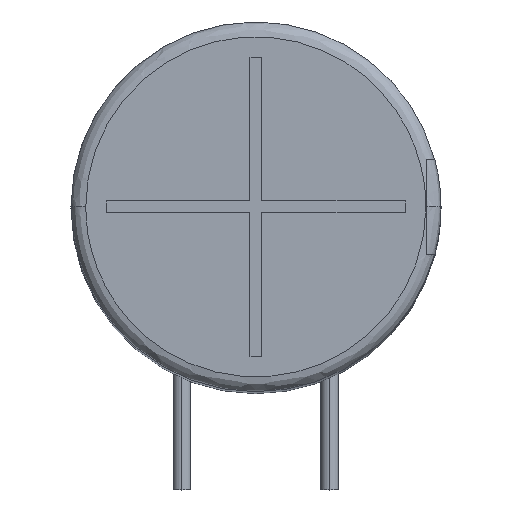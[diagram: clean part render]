
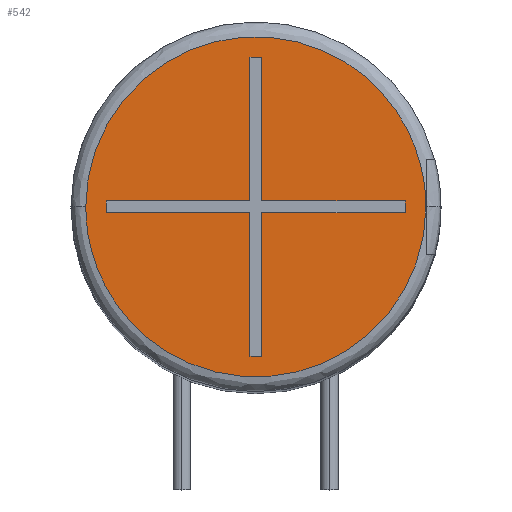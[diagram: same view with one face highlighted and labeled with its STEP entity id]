
A CAD part, top view. The second image highlights one B-rep face of the part: STEP entity #542.
In plain terms, the highlighted planar face has unit normal (0, 0, 1).
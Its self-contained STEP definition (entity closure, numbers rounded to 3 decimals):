
#72 = CARTESIAN_POINT ( 'NONE',  ( -5.75, 0., 40. ) ) ;
#137 = EDGE_CURVE ( 'NONE', #3174, #1387, #1516, .T. ) ;
#138 = FACE_BOUND ( 'NONE', #350, .T. ) ;
#167 =( BOUNDED_CURVE ( )  B_SPLINE_CURVE ( 3, ( #1384, #3531, #4238, #1700 ),
 .UNSPECIFIED., .F., .F. ) 
 B_SPLINE_CURVE_WITH_KNOTS ( ( 4, 4 ),
 ( 0., 0.5 ),
 .UNSPECIFIED. ) 
 CURVE ( )  GEOMETRIC_REPRESENTATION_ITEM ( )  RATIONAL_B_SPLINE_CURVE ( ( 1., 0.333, 0.333, 1. ) ) 
 REPRESENTATION_ITEM ( '' )  );
#327 = VECTOR ( 'NONE', #3733, 1000. ) ;
#339 = CARTESIAN_POINT ( 'NONE',  ( -5.05, 0.2, 40. ) ) ;
#350 = EDGE_LOOP ( 'NONE', ( #1550, #2763, #1498, #3863, #1099, #2642, #3104, #1110, #1379, #4079, #622, #3228 ) ) ;
#362 =( BOUNDED_CURVE ( )  B_SPLINE_CURVE ( 3, ( #72, #2216, #3110, #2180 ),
 .UNSPECIFIED., .F., .F. ) 
 B_SPLINE_CURVE_WITH_KNOTS ( ( 4, 4 ),
 ( 0.5, 1. ),
 .UNSPECIFIED. ) 
 CURVE ( )  GEOMETRIC_REPRESENTATION_ITEM ( )  RATIONAL_B_SPLINE_CURVE ( ( 1., 0.333, 0.333, 1. ) ) 
 REPRESENTATION_ITEM ( '' )  );
#377 = DIRECTION ( 'NONE',  ( 1., 0., 0. ) ) ;
#458 = VERTEX_POINT ( 'NONE', #1255 ) ;
#523 = DIRECTION ( 'NONE',  ( 1., 0., 0. ) ) ;
#542 = ADVANCED_FACE ( 'NONE', ( #138, #3042 ), #905, .F. ) ;
#551 = CARTESIAN_POINT ( 'NONE',  ( 0.2, 0., 40. ) ) ;
#583 = EDGE_CURVE ( 'NONE', #921, #1882, #2235, .T. ) ;
#622 = ORIENTED_EDGE ( 'NONE', *, *, #137, .F. ) ;
#683 = VERTEX_POINT ( 'NONE', #1358 ) ;
#746 = CARTESIAN_POINT ( 'NONE',  ( 0., -5.05, 40. ) ) ;
#850 = DIRECTION ( 'NONE',  ( 0., -1., 0. ) ) ;
#869 = EDGE_CURVE ( 'NONE', #2842, #458, #4290, .T. ) ;
#905 = PLANE ( 'NONE',  #2608 ) ;
#921 = VERTEX_POINT ( 'NONE', #4086 ) ;
#1010 = EDGE_CURVE ( 'NONE', #1302, #4123, #3720, .T. ) ;
#1099 = ORIENTED_EDGE ( 'NONE', *, *, #869, .F. ) ;
#1109 = DIRECTION ( 'NONE',  ( 0., -1., 0. ) ) ;
#1110 = ORIENTED_EDGE ( 'NONE', *, *, #2019, .F. ) ;
#1150 = CARTESIAN_POINT ( 'NONE',  ( 0., 5.05, 40. ) ) ;
#1255 = CARTESIAN_POINT ( 'NONE',  ( -0.2, -0.2, 40. ) ) ;
#1260 = EDGE_LOOP ( 'NONE', ( #2992, #3236 ) ) ;
#1278 = CARTESIAN_POINT ( 'NONE',  ( -5.05, 0., 40. ) ) ;
#1295 = DIRECTION ( 'NONE',  ( 0., -1., 0. ) ) ;
#1302 = VERTEX_POINT ( 'NONE', #2175 ) ;
#1311 = CARTESIAN_POINT ( 'NONE',  ( -0.2, -5.05, 40. ) ) ;
#1343 = VECTOR ( 'NONE', #3743, 1000. ) ;
#1358 = CARTESIAN_POINT ( 'NONE',  ( 5.75, 0., 40. ) ) ;
#1379 = ORIENTED_EDGE ( 'NONE', *, *, #4283, .F. ) ;
#1384 = CARTESIAN_POINT ( 'NONE',  ( 5.75, 0., 40. ) ) ;
#1386 = VERTEX_POINT ( 'NONE', #3335 ) ;
#1387 = VERTEX_POINT ( 'NONE', #3321 ) ;
#1498 = ORIENTED_EDGE ( 'NONE', *, *, #3713, .F. ) ;
#1516 = LINE ( 'NONE', #4453, #2470 ) ;
#1550 = ORIENTED_EDGE ( 'NONE', *, *, #1010, .F. ) ;
#1604 = DIRECTION ( 'NONE',  ( 0., 1., 0. ) ) ;
#1618 = DIRECTION ( 'NONE',  ( 1., 0., 0. ) ) ;
#1689 = LINE ( 'NONE', #551, #327 ) ;
#1700 = CARTESIAN_POINT ( 'NONE',  ( -5.75, 0., 40. ) ) ;
#1781 = CARTESIAN_POINT ( 'NONE',  ( 5.05, -0.2, 40. ) ) ;
#1795 = LINE ( 'NONE', #4366, #4580 ) ;
#1803 = VERTEX_POINT ( 'NONE', #1311 ) ;
#1882 = VERTEX_POINT ( 'NONE', #339 ) ;
#1901 = VECTOR ( 'NONE', #4505, 1000. ) ;
#1907 = DIRECTION ( 'NONE',  ( 0., 1., 0. ) ) ;
#1990 = CARTESIAN_POINT ( 'NONE',  ( 5.05, 0., 40. ) ) ;
#2019 = EDGE_CURVE ( 'NONE', #2528, #921, #1795, .T. ) ;
#2059 = CARTESIAN_POINT ( 'NONE',  ( -0.2, 5.05, 40. ) ) ;
#2064 = EDGE_CURVE ( 'NONE', #1386, #1302, #1689, .T. ) ;
#2065 = VECTOR ( 'NONE', #3664, 1000. ) ;
#2076 = VECTOR ( 'NONE', #1604, 1000. ) ;
#2175 = CARTESIAN_POINT ( 'NONE',  ( 0.2, -0.2, 40. ) ) ;
#2180 = CARTESIAN_POINT ( 'NONE',  ( 5.75, 0., 40. ) ) ;
#2216 = CARTESIAN_POINT ( 'NONE',  ( -5.75, 11.5, 40. ) ) ;
#2232 = VECTOR ( 'NONE', #1109, 1000. ) ;
#2235 = LINE ( 'NONE', #2716, #1901 ) ;
#2344 = EDGE_CURVE ( 'NONE', #1387, #4543, #3035, .T. ) ;
#2380 = CARTESIAN_POINT ( 'NONE',  ( 0., -0.2, 40. ) ) ;
#2411 = EDGE_CURVE ( 'NONE', #1882, #2842, #2743, .T. ) ;
#2470 = VECTOR ( 'NONE', #2688, 1000. ) ;
#2489 = VECTOR ( 'NONE', #377, 1000. ) ;
#2498 = EDGE_CURVE ( 'NONE', #683, #3139, #167, .T. ) ;
#2528 = VERTEX_POINT ( 'NONE', #2059 ) ;
#2544 = CARTESIAN_POINT ( 'NONE',  ( -0.2, 0., 40. ) ) ;
#2608 = AXIS2_PLACEMENT_3D ( 'NONE', #4060, #3709, #1907 ) ;
#2642 = ORIENTED_EDGE ( 'NONE', *, *, #2411, .F. ) ;
#2688 = DIRECTION ( 'NONE',  ( -1., 0., 0. ) ) ;
#2716 = CARTESIAN_POINT ( 'NONE',  ( 0., 0.2, 40. ) ) ;
#2743 = LINE ( 'NONE', #1278, #3155 ) ;
#2763 = ORIENTED_EDGE ( 'NONE', *, *, #2064, .F. ) ;
#2842 = VERTEX_POINT ( 'NONE', #4166 ) ;
#2992 = ORIENTED_EDGE ( 'NONE', *, *, #2498, .F. ) ;
#3022 = LINE ( 'NONE', #1990, #1343 ) ;
#3035 = LINE ( 'NONE', #4483, #2076 ) ;
#3042 = FACE_OUTER_BOUND ( 'NONE', #1260, .T. ) ;
#3104 = ORIENTED_EDGE ( 'NONE', *, *, #583, .F. ) ;
#3110 = CARTESIAN_POINT ( 'NONE',  ( 5.75, 11.5, 40. ) ) ;
#3121 = CARTESIAN_POINT ( 'NONE',  ( 5.05, 0.2, 40. ) ) ;
#3139 = VERTEX_POINT ( 'NONE', #3880 ) ;
#3155 = VECTOR ( 'NONE', #1295, 1000. ) ;
#3174 = VERTEX_POINT ( 'NONE', #3121 ) ;
#3196 = LINE ( 'NONE', #2544, #2232 ) ;
#3228 = ORIENTED_EDGE ( 'NONE', *, *, #4373, .F. ) ;
#3236 = ORIENTED_EDGE ( 'NONE', *, *, #3379, .F. ) ;
#3321 = CARTESIAN_POINT ( 'NONE',  ( 0.2, 0.2, 40. ) ) ;
#3335 = CARTESIAN_POINT ( 'NONE',  ( 0.2, -5.05, 40. ) ) ;
#3336 = EDGE_CURVE ( 'NONE', #458, #1803, #3196, .T. ) ;
#3370 = VECTOR ( 'NONE', #523, 1000. ) ;
#3379 = EDGE_CURVE ( 'NONE', #3139, #683, #362, .T. ) ;
#3405 = CARTESIAN_POINT ( 'NONE',  ( 0., -0.2, 40. ) ) ;
#3531 = CARTESIAN_POINT ( 'NONE',  ( 5.75, -11.5, 40. ) ) ;
#3664 = DIRECTION ( 'NONE',  ( -1., 0., 0. ) ) ;
#3709 = DIRECTION ( 'NONE',  ( 0., 0., -1. ) ) ;
#3713 = EDGE_CURVE ( 'NONE', #1803, #1386, #4119, .T. ) ;
#3720 = LINE ( 'NONE', #2380, #4047 ) ;
#3733 = DIRECTION ( 'NONE',  ( 0., 1., 0. ) ) ;
#3743 = DIRECTION ( 'NONE',  ( 0., 1., 0. ) ) ;
#3863 = ORIENTED_EDGE ( 'NONE', *, *, #3336, .F. ) ;
#3880 = CARTESIAN_POINT ( 'NONE',  ( -5.75, 0., 40. ) ) ;
#4047 = VECTOR ( 'NONE', #1618, 1000. ) ;
#4060 = CARTESIAN_POINT ( 'NONE',  ( 0., 0., 40. ) ) ;
#4079 = ORIENTED_EDGE ( 'NONE', *, *, #2344, .F. ) ;
#4086 = CARTESIAN_POINT ( 'NONE',  ( -0.2, 0.2, 40. ) ) ;
#4119 = LINE ( 'NONE', #746, #2489 ) ;
#4123 = VERTEX_POINT ( 'NONE', #1781 ) ;
#4137 = LINE ( 'NONE', #1150, #2065 ) ;
#4166 = CARTESIAN_POINT ( 'NONE',  ( -5.05, -0.2, 40. ) ) ;
#4238 = CARTESIAN_POINT ( 'NONE',  ( -5.75, -11.5, 40. ) ) ;
#4278 = CARTESIAN_POINT ( 'NONE',  ( 0.2, 5.05, 40. ) ) ;
#4283 = EDGE_CURVE ( 'NONE', #4543, #2528, #4137, .T. ) ;
#4290 = LINE ( 'NONE', #3405, #3370 ) ;
#4366 = CARTESIAN_POINT ( 'NONE',  ( -0.2, 0., 40. ) ) ;
#4373 = EDGE_CURVE ( 'NONE', #4123, #3174, #3022, .T. ) ;
#4453 = CARTESIAN_POINT ( 'NONE',  ( 0., 0.2, 40. ) ) ;
#4483 = CARTESIAN_POINT ( 'NONE',  ( 0.2, 0., 40. ) ) ;
#4505 = DIRECTION ( 'NONE',  ( -1., 0., 0. ) ) ;
#4543 = VERTEX_POINT ( 'NONE', #4278 ) ;
#4580 = VECTOR ( 'NONE', #850, 1000. ) ;
